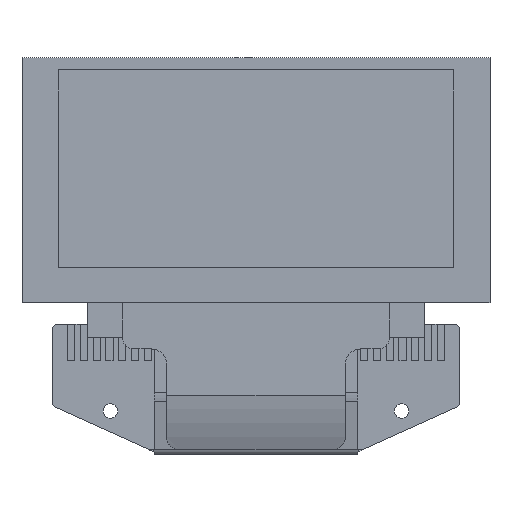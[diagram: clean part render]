
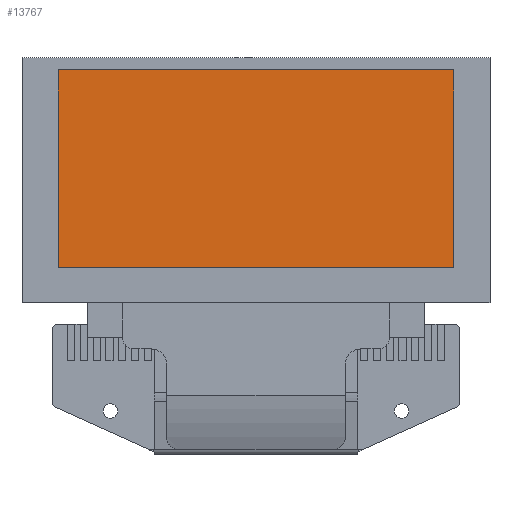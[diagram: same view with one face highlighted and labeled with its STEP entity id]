
A CAD part, top view. The second image highlights one B-rep face of the part: STEP entity #13767.
In plain terms, the highlighted planar face has unit normal (0, 0, 1).
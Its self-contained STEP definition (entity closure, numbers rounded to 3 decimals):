
#2024=ORIENTED_EDGE('',*,*,#4169,.F.);
#2025=ORIENTED_EDGE('',*,*,#4175,.F.);
#2026=ORIENTED_EDGE('',*,*,#4173,.F.);
#2027=ORIENTED_EDGE('',*,*,#4171,.F.);
#4169=EDGE_CURVE('',#5280,#5281,#6476,.T.);
#4171=EDGE_CURVE('',#5281,#5282,#6478,.T.);
#4173=EDGE_CURVE('',#5282,#5283,#6480,.T.);
#4175=EDGE_CURVE('',#5283,#5280,#6482,.T.);
#5280=VERTEX_POINT('',#18694);
#5281=VERTEX_POINT('',#18696);
#5282=VERTEX_POINT('',#18700);
#5283=VERTEX_POINT('',#18704);
#6476=LINE('',#18695,#7558);
#6478=LINE('',#18699,#7560);
#6480=LINE('',#18703,#7562);
#6482=LINE('',#18707,#7564);
#7558=VECTOR('',#16122,1000.);
#7560=VECTOR('',#16126,1000.);
#7562=VECTOR('',#16130,1000.);
#7564=VECTOR('',#16134,1000.);
#8107=EDGE_LOOP('',(#2024,#2025,#2026,#2027));
#8705=FACE_BOUND('',#8107,.T.);
#9293=PLANE('',#14373);
#13767=ADVANCED_FACE('',(#8705),#9293,.F.);
#14373=AXIS2_PLACEMENT_3D('',#18708,#16135,#16136);
#16122=DIRECTION('',(0.,1.,0.));
#16126=DIRECTION('',(1.,0.,0.));
#16130=DIRECTION('',(0.,-1.,0.));
#16134=DIRECTION('',(-1.,0.,0.));
#16135=DIRECTION('',(0.,0.,-1.));
#16136=DIRECTION('',(-1.,0.,0.));
#18694=CARTESIAN_POINT('',(-10.872,-3.363,1.356));
#18695=CARTESIAN_POINT('',(-10.872,-3.363,1.356));
#18696=CARTESIAN_POINT('',(-10.872,7.501,1.356));
#18699=CARTESIAN_POINT('',(-10.872,7.501,1.356));
#18700=CARTESIAN_POINT('',(10.872,7.501,1.356));
#18703=CARTESIAN_POINT('',(10.872,7.501,1.356));
#18704=CARTESIAN_POINT('',(10.872,-3.363,1.356));
#18707=CARTESIAN_POINT('',(10.872,-3.363,1.356));
#18708=CARTESIAN_POINT('',(0.,0.,1.356));
